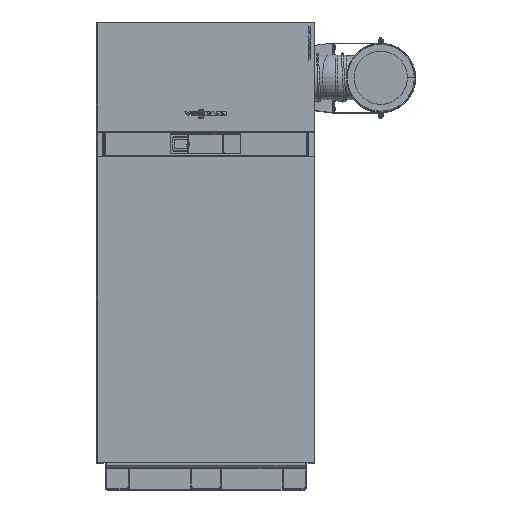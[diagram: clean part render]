
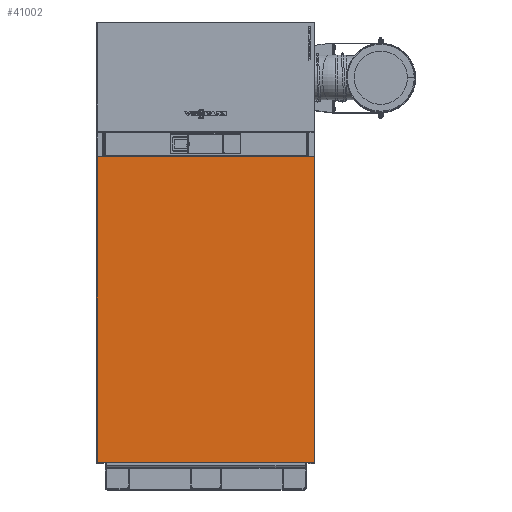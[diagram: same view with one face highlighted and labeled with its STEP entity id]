
A CAD part, top view. The second image highlights one B-rep face of the part: STEP entity #41002.
In plain terms, the highlighted planar face has unit normal (0, 0, 1).
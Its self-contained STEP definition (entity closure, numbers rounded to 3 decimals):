
#2845=FACE_OUTER_BOUND('',#4561,.T.);
#4561=EDGE_LOOP('',(#35323,#35324,#35325,#35326,#35327,#35328,#35329,#35330));
#10110=LINE('',#70712,#14455);
#10158=LINE('',#70916,#14503);
#10159=LINE('',#70918,#14504);
#10160=LINE('',#70920,#14505);
#10161=LINE('',#70922,#14506);
#10162=LINE('',#70923,#14507);
#10163=LINE('',#70925,#14508);
#10164=LINE('',#70926,#14509);
#14455=VECTOR('',#54850,0.039);
#14503=VECTOR('',#55026,0.039);
#14504=VECTOR('',#55027,0.039);
#14505=VECTOR('',#55028,0.039);
#14506=VECTOR('',#55029,0.039);
#14507=VECTOR('',#55030,0.039);
#14508=VECTOR('',#55031,0.039);
#14509=VECTOR('',#55032,0.039);
#19473=VERTEX_POINT('',#70709);
#19474=VERTEX_POINT('',#70711);
#19531=VERTEX_POINT('',#70914);
#19532=VERTEX_POINT('',#70915);
#19533=VERTEX_POINT('',#70917);
#19534=VERTEX_POINT('',#70919);
#19535=VERTEX_POINT('',#70921);
#19536=VERTEX_POINT('',#70924);
#25934=EDGE_CURVE('',#19474,#19473,#10110,.T.);
#26025=EDGE_CURVE('',#19531,#19532,#10158,.T.);
#26026=EDGE_CURVE('',#19531,#19533,#10159,.T.);
#26027=EDGE_CURVE('',#19534,#19533,#10160,.T.);
#26028=EDGE_CURVE('',#19535,#19534,#10161,.T.);
#26029=EDGE_CURVE('',#19474,#19535,#10162,.T.);
#26030=EDGE_CURVE('',#19536,#19473,#10163,.T.);
#26031=EDGE_CURVE('',#19532,#19536,#10164,.T.);
#35323=ORIENTED_EDGE('',*,*,#26025,.F.);
#35324=ORIENTED_EDGE('',*,*,#26026,.T.);
#35325=ORIENTED_EDGE('',*,*,#26027,.F.);
#35326=ORIENTED_EDGE('',*,*,#26028,.F.);
#35327=ORIENTED_EDGE('',*,*,#26029,.F.);
#35328=ORIENTED_EDGE('',*,*,#25934,.T.);
#35329=ORIENTED_EDGE('',*,*,#26030,.F.);
#35330=ORIENTED_EDGE('',*,*,#26031,.F.);
#37715=PLANE('',#44799);
#41002=ADVANCED_FACE('',(#2845),#37715,.T.);
#44799=AXIS2_PLACEMENT_3D('',#70913,#55024,#55025);
#54850=DIRECTION('',(0.,-1.,0.));
#55024=DIRECTION('center_axis',(0.,0.,
1.));
#55025=DIRECTION('ref_axis',(1.,0.,0.));
#55026=DIRECTION('',(-1.,0.,0.));
#55027=DIRECTION('',(0.,1.,0.));
#55028=DIRECTION('',(1.,0.,0.));
#55029=DIRECTION('',(1.,0.,0.));
#55030=DIRECTION('',(1.,0.,0.));
#55031=DIRECTION('',(-1.,0.,0.));
#55032=DIRECTION('',(-1.,0.,0.));
#70709=CARTESIAN_POINT('',(-61.209,9.426,22.687));
#70711=CARTESIAN_POINT('',(-61.209,64.348,22.687));
#70712=CARTESIAN_POINT('',(-61.209,64.387,22.687));
#70913=CARTESIAN_POINT('Origin',(-22.115,9.387,22.687));
#70914=CARTESIAN_POINT('',(-22.154,9.426,22.687));
#70915=CARTESIAN_POINT('',(-22.154,9.426,22.687));
#70916=CARTESIAN_POINT('',(-61.209,9.426,22.687));
#70917=CARTESIAN_POINT('',(-22.154,64.348,22.687));
#70918=CARTESIAN_POINT('',(-22.154,9.387,22.687));
#70919=CARTESIAN_POINT('',(-22.154,64.348,22.687));
#70920=CARTESIAN_POINT('',(-22.154,64.348,22.687));
#70921=CARTESIAN_POINT('',(-61.209,64.348,22.687));
#70922=CARTESIAN_POINT('',(-61.209,64.348,22.687));
#70923=CARTESIAN_POINT('',(-22.154,64.348,22.687));
#70924=CARTESIAN_POINT('',(-61.209,9.426,22.687));
#70925=CARTESIAN_POINT('',(-61.209,9.426,22.687));
#70926=CARTESIAN_POINT('',(-22.154,9.426,22.687));
